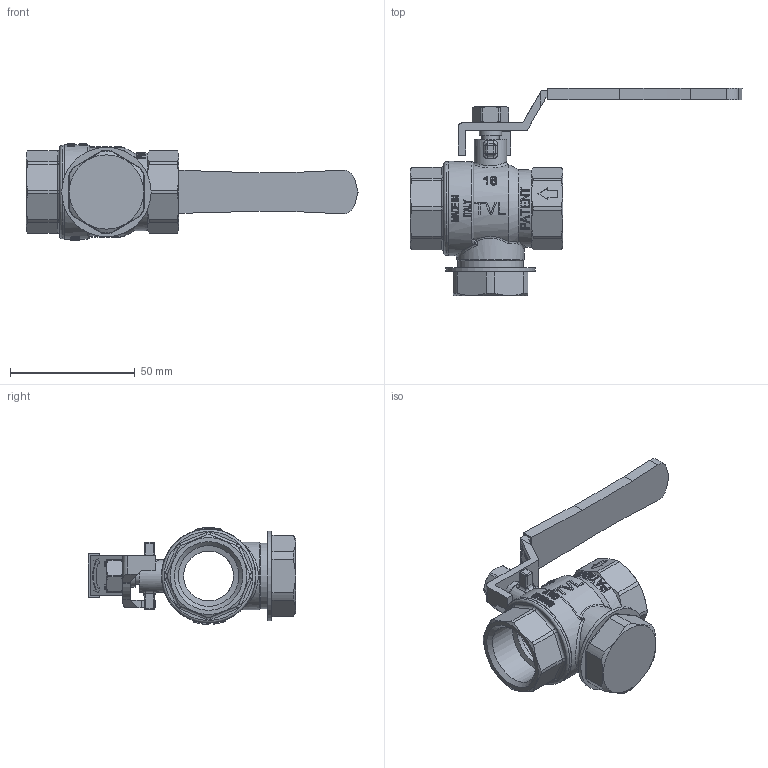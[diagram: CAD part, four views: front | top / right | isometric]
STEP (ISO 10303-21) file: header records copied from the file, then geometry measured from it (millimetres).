
FILE_DESCRIPTION(/* description */ ('VALVOLA CON FILTRO ART. 140 DA 3/4" - LEVA NERA'),/* implementation_level */ '2;1');
FILE_NAME(/* name */ '190E00.stp',/* time_stamp */ '2020-07-22T15:11:32+02:00',/* author */ ('collas'),/* organization */ (''),/* preprocessor_version */ 'ST-DEVELOPER v17.2',/* originating_system */ 'Autodesk Inventor 2019',/* authorisation */ '');
FILE_SCHEMA (('AUTOMOTIVE_DESIGN { 1 0 10303 214 3 1 1 }'));
Length unit declared in the file: millimetre
Products named in the file (7): 190E00; CL30014008; AS33000906A; ML30114008; TA32714008 ; LE32500306N; DA32400204
Assembly tree (6 placements, depth 2):
  190E00
    CL30014008
    AS33000906A
    ML30114008
    TA32714008 
    LE32500306N
    DA32400204
Bounding box: 133.08 x 83.1 x 38.8 mm (x, y, z)
Volume: 56717.9 mm3; surface area: 28403.1 mm2
Topology: 6 solids, 7 shells, 821 faces, 2160 edges, 1422 vertices
Faces by surface type: plane 360, bspline 246, cylinder 149, cone 40, torus 18, sphere 8
Full cylindrical faces by diameter (mm): 3.8 x1, 6.85 x1, 7.5 x1, 8.9 x2, 12 x2, 13 x1, 17.5 x1, 20 x2, 24.3 x3, 26.2 x1, 27 x1, 31 x1, 33.8 x1, 35.8 x1, 37.6 x1, 37.8 x1
Entity records: 35270 total; most frequent: CARTESIAN_POINT 15459, ORIENTED_EDGE 4316, DIRECTION 3338, EDGE_CURVE 2159, VERTEX_POINT 1422, AXIS2_PLACEMENT_3D 1156, LINE 1026, VECTOR 1026
